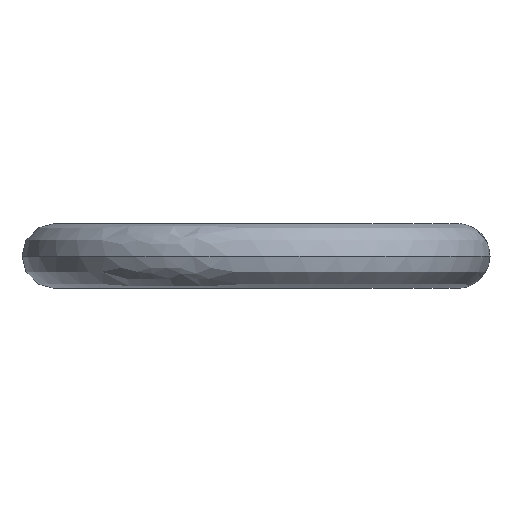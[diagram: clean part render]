
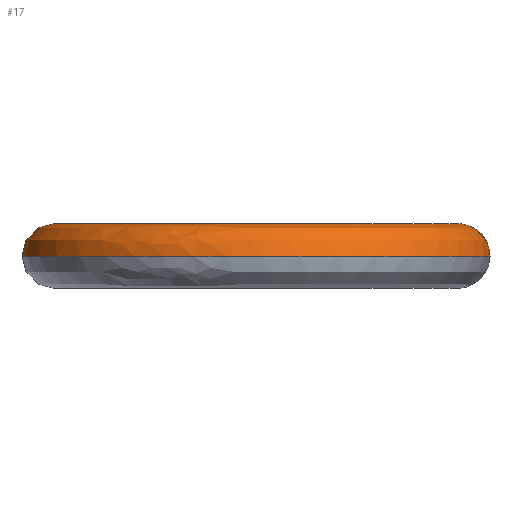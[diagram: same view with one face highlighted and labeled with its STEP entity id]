
A CAD part, left-side view. The second image highlights one B-rep face of the part: STEP entity #17.
In plain terms, the highlighted free-form (B-spline) face has degree [2, 2] with [5, 5] control points.
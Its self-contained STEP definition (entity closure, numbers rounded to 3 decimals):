
#17 = ADVANCED_FACE('',(#18),#60,.T.);
#18 = FACE_BOUND('',#19,.T.);
#19 = EDGE_LOOP('',(#20,#32,#42,#52));
#20 = ORIENTED_EDGE('',*,*,#21,.T.);
#21 = EDGE_CURVE('',#22,#24,#26,.T.);
#22 = VERTEX_POINT('',#23);
#23 = CARTESIAN_POINT('',(-54.475,17.907,0.));
#24 = VERTEX_POINT('',#25);
#25 = CARTESIAN_POINT('',(-51.925,20.445,
    0.));
#26 = ( BOUNDED_CURVE() B_SPLINE_CURVE(2,(#27,#28,#29,#30,#31),
.UNSPECIFIED.,.F.,.F.) B_SPLINE_CURVE_WITH_KNOTS((3,2,3),(0.,
1.571,3.142),.PIECEWISE_BEZIER_KNOTS.) CURVE() 
GEOMETRIC_REPRESENTATION_ITEM() RATIONAL_B_SPLINE_CURVE((1.,
0.707,1.,0.707,1.)) REPRESENTATION_ITEM('') );
#27 = CARTESIAN_POINT('',(-54.475,17.907,0.));
#28 = CARTESIAN_POINT('',(-54.475,17.907,1.799
    ));
#29 = CARTESIAN_POINT('',(-53.2,19.176,1.799)
  );
#30 = CARTESIAN_POINT('',(-51.925,20.445,1.799
    ));
#31 = CARTESIAN_POINT('',(-51.925,20.445,
    0.));
#32 = ORIENTED_EDGE('',*,*,#33,.T.);
#33 = EDGE_CURVE('',#24,#34,#36,.T.);
#34 = VERTEX_POINT('',#35);
#35 = CARTESIAN_POINT('',(-61.171,-1.799,
    0.));
#36 = ( BOUNDED_CURVE() B_SPLINE_CURVE(2,(#37,#38,#39,#40,#41),
.UNSPECIFIED.,.F.,.F.) B_SPLINE_CURVE_WITH_KNOTS((3,2,3),(0.783
,2.748,4.712),.PIECEWISE_BEZIER_KNOTS.) CURVE() 
GEOMETRIC_REPRESENTATION_ITEM() RATIONAL_B_SPLINE_CURVE((1.,
0.555,1.,0.555,1.)) REPRESENTATION_ITEM('') );
#37 = CARTESIAN_POINT('',(-51.925,20.445,0.));
#38 = CARTESIAN_POINT('',(-65.713,34.301,0.));
#39 = CARTESIAN_POINT('',(-73.215,16.251,0.));
#40 = CARTESIAN_POINT('',(-80.718,-1.799,0.));
#41 = CARTESIAN_POINT('',(-61.171,-1.799,0.));
#42 = ORIENTED_EDGE('',*,*,#43,.F.);
#43 = EDGE_CURVE('',#44,#34,#46,.T.);
#44 = VERTEX_POINT('',#45);
#45 = CARTESIAN_POINT('',(-61.171,1.799,0.));
#46 = ( BOUNDED_CURVE() B_SPLINE_CURVE(2,(#47,#48,#49,#50,#51),
.UNSPECIFIED.,.F.,.F.) B_SPLINE_CURVE_WITH_KNOTS((3,2,3),(0.,
1.571,3.142),.PIECEWISE_BEZIER_KNOTS.) CURVE() 
GEOMETRIC_REPRESENTATION_ITEM() RATIONAL_B_SPLINE_CURVE((1.,
0.707,1.,0.707,1.)) REPRESENTATION_ITEM('') );
#47 = CARTESIAN_POINT('',(-61.171,1.799,0.));
#48 = CARTESIAN_POINT('',(-61.171,1.799,1.799)
  );
#49 = CARTESIAN_POINT('',(-61.171,0.,
    1.799));
#50 = CARTESIAN_POINT('',(-61.171,-1.799,1.799
    ));
#51 = CARTESIAN_POINT('',(-61.171,-1.799,
    0.));
#52 = ORIENTED_EDGE('',*,*,#53,.F.);
#53 = EDGE_CURVE('',#22,#44,#54,.T.);
#54 = ( BOUNDED_CURVE() B_SPLINE_CURVE(2,(#55,#56,#57,#58,#59),
.UNSPECIFIED.,.F.,.F.) B_SPLINE_CURVE_WITH_KNOTS((3,2,3),(0.783
,2.748,4.712),.PIECEWISE_BEZIER_KNOTS.) CURVE() 
GEOMETRIC_REPRESENTATION_ITEM() RATIONAL_B_SPLINE_CURVE((1.,
0.555,1.,0.555,1.)) REPRESENTATION_ITEM('') );
#55 = CARTESIAN_POINT('',(-54.475,17.907,
    0.));
#56 = CARTESIAN_POINT('',(-64.46,27.941,
    0.));
#57 = CARTESIAN_POINT('',(-69.893,14.87,
    0.));
#58 = CARTESIAN_POINT('',(-75.326,1.799,
    0.));
#59 = CARTESIAN_POINT('',(-61.171,1.799,
    0.));
#60 = ( BOUNDED_SURFACE() B_SPLINE_SURFACE(2,2,(
    (#61,#62,#63,#64,#65)
    ,(#66,#67,#68,#69,#70)
    ,(#71,#72,#73,#74,#75)
    ,(#76,#77,#78,#79,#80)
    ,(#81,#82,#83,#84,#85
)),.UNSPECIFIED.,.F.,.F.,.F.) B_SPLINE_SURFACE_WITH_KNOTS((3,2,3),(3,2,3
    ),(0.783,2.748,4.712),(0.,1.571,
    3.142),.PIECEWISE_BEZIER_KNOTS.) 
GEOMETRIC_REPRESENTATION_ITEM() RATIONAL_B_SPLINE_SURFACE((
    (1.,0.707,1.,0.707,1.)
    ,(0.555,0.392,0.555,0.392
      ,0.555)
    ,(1.,0.707,1.,0.707,1.)
    ,(0.555,0.392,0.555,0.392
      ,0.555)
,(1.,0.707,1.,0.707,1.
))) REPRESENTATION_ITEM('') SURFACE() );
#61 = CARTESIAN_POINT('',(-51.925,20.445,0.));
#62 = CARTESIAN_POINT('',(-51.925,20.445,1.799
    ));
#63 = CARTESIAN_POINT('',(-53.2,19.176,1.799)
  );
#64 = CARTESIAN_POINT('',(-54.475,17.907,1.799
    ));
#65 = CARTESIAN_POINT('',(-54.475,17.907,
    0.));
#66 = CARTESIAN_POINT('',(-65.713,34.301,0.));
#67 = CARTESIAN_POINT('',(-65.713,34.301,1.799
    ));
#68 = CARTESIAN_POINT('',(-65.086,31.121,1.799
    ));
#69 = CARTESIAN_POINT('',(-64.46,27.941,1.799)
  );
#70 = CARTESIAN_POINT('',(-64.46,27.941,
    0.));
#71 = CARTESIAN_POINT('',(-73.215,16.251,0.));
#72 = CARTESIAN_POINT('',(-73.215,16.251,1.799
    ));
#73 = CARTESIAN_POINT('',(-71.554,15.561,1.799
    ));
#74 = CARTESIAN_POINT('',(-69.893,14.87,1.799
    ));
#75 = CARTESIAN_POINT('',(-69.893,14.87,
    0.));
#76 = CARTESIAN_POINT('',(-80.718,-1.799,0.));
#77 = CARTESIAN_POINT('',(-80.718,-1.799,1.799
    ));
#78 = CARTESIAN_POINT('',(-78.022,0.,
    1.799));
#79 = CARTESIAN_POINT('',(-75.326,1.799,1.799)
  );
#80 = CARTESIAN_POINT('',(-75.326,1.799,
    0.));
#81 = CARTESIAN_POINT('',(-61.171,-1.799,0.));
#82 = CARTESIAN_POINT('',(-61.171,-1.799,1.799
    ));
#83 = CARTESIAN_POINT('',(-61.171,0.,
    1.799));
#84 = CARTESIAN_POINT('',(-61.171,1.799,1.799)
  );
#85 = CARTESIAN_POINT('',(-61.171,1.799,
    0.));
